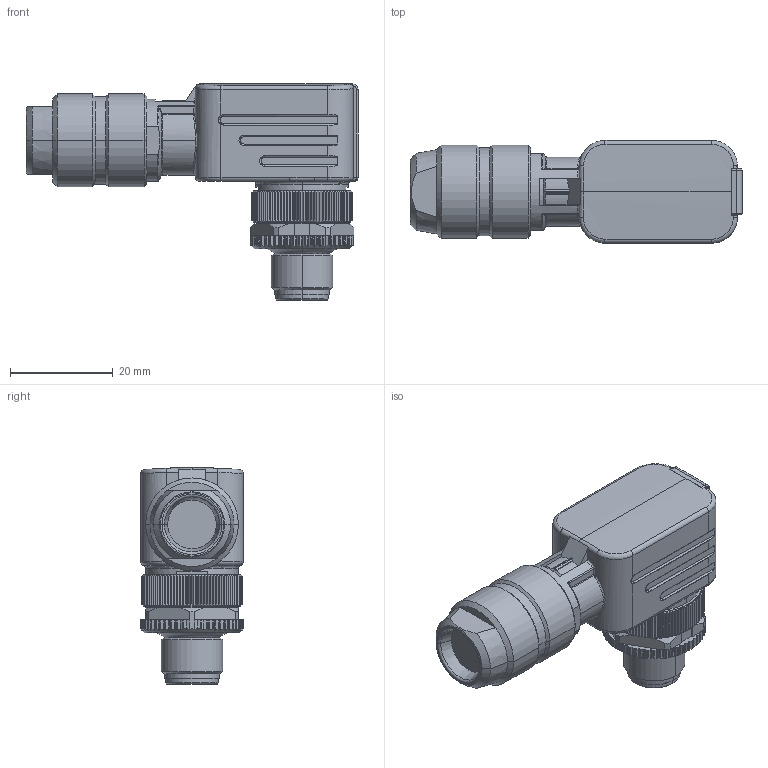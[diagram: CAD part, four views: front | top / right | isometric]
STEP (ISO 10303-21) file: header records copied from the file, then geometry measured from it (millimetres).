
FILE_DESCRIPTION((''),'2;1');
FILE_NAME('CAD-8067','2021-11-25T15:20:46',('creinig-se'),(''),'CREO PARAMETRIC BY PTC INC, 2019292','CREO PARAMETRIC BY PTC INC, 2019292','');
FILE_SCHEMA(('CONFIG_CONTROL_DESIGN','SHAPE_APPEARANCE_LAYERS_GROUPS'));
Length unit declared in the file: millimetre
Products named in the file (1): CAD-8067
Bounding box: 64.7 x 20.16 x 42.1 mm (x, y, z)
Volume: 22479.5 mm3; surface area: 6993.4 mm2
Topology: 1 solids, 1 shells, 1116 faces, 2792 edges, 1681 vertices
Faces by surface type: plane 437, cylinder 374, cone 238, torus 37, bspline 18, sphere 12
Entity records: 45138 total; most frequent: CARTESIAN_POINT 10373, ORIENTED_EDGE 5550, DIRECTION 5089, PRESENTATION_STYLE_ASSIGNMENT 2851, STYLED_ITEM 2776, CURVE_STYLE 2775, EDGE_CURVE 2775, AXIS2_PLACEMENT_3D 2004
